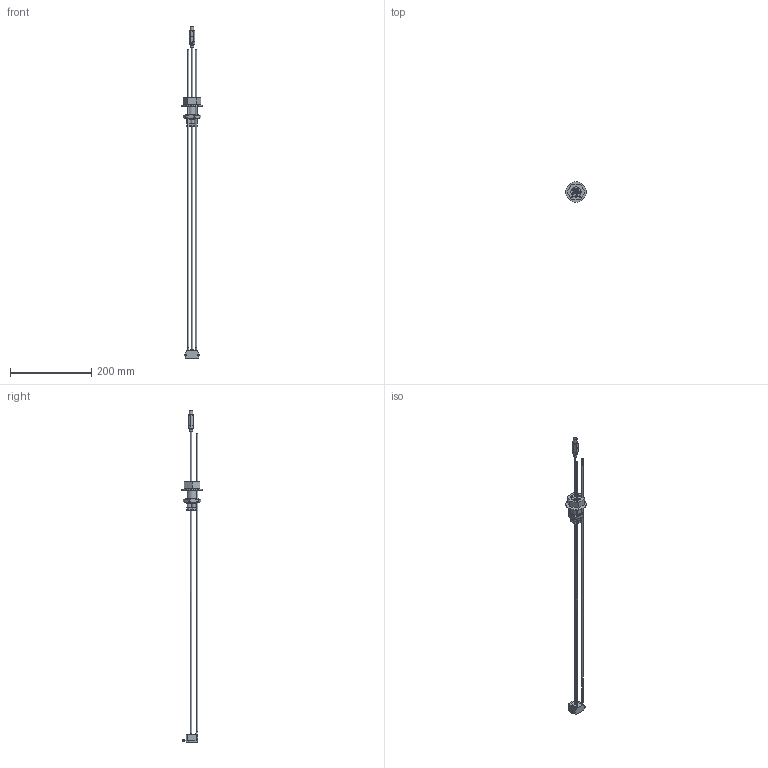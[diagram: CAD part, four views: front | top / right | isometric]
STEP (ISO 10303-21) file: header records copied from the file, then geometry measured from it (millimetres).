
FILE_DESCRIPTION(/* description */ (''),/* implementation_level */ '2;1');
FILE_NAME(/* name */ 'CDS-B0F38_1.stp',/* time_stamp */ '2022-06-21T15:45:13-04:00',/* author */ (''),/* organization */ (''),/* preprocessor_version */ 'ST-DEVELOPER v16',/* originating_system */ 'SIEMENS PLM Software NX 10.0',/* authorisation */ '');
FILE_SCHEMA (('AUTOMOTIVE_DESIGN { 1 0 10303 214 3 1 1 1 }'));
Length unit declared in the file: millimetre
Products named in the file (1): CDS-B0F38_1
Bounding box: 50.8 x 50.8 x 819.13 mm (x, y, z)
Volume: 78578.9 mm3; surface area: 66752.8 mm2
Topology: 8 solids, 8 shells, 776 faces, 1727 edges, 1029 vertices
Faces by surface type: plane 530, cylinder 181, cone 47, torus 14, sphere 2, bspline 2
Full cylindrical faces by diameter (mm): 1.27 x1, 1.778 x1, 2.032 x1, 2.329 x2, 2.337 x2, 2.362 x4, 3.175 x6, 3.251 x1, 3.404 x5, 3.429 x10, 3.962 x5, 4.699 x5, 4.801 x5, 5.08 x1, 5.969 x5, 6.259 x1, 6.35 x6, 7.417 x5, 7.717 x5, 7.938 x1, 8.128 x1, 9.144 x5, 9.525 x1, 10.414 x1, 12.7 x1, 25.4 x2, 26.06 x1, 28.575 x1, 34.671 x1, 50.8 x1
Entity records: 24102 total; most frequent: CARTESIAN_POINT 4084, DIRECTION 3586, ORIENTED_EDGE 3092, EDGE_CURVE 1546, AXIS2_PLACEMENT_3D 1315, EDGE_LOOP 988, VERTEX_POINT 976, LINE 956
